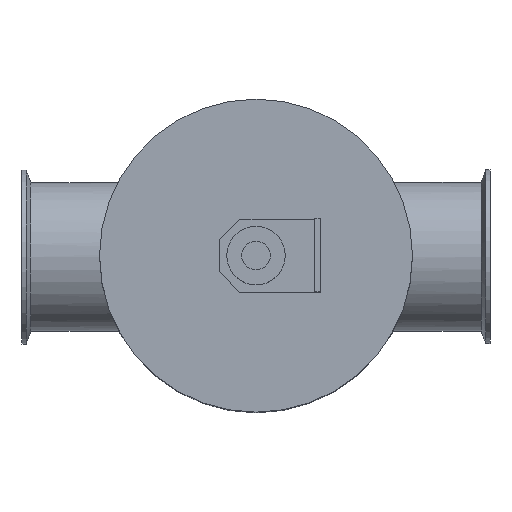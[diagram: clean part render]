
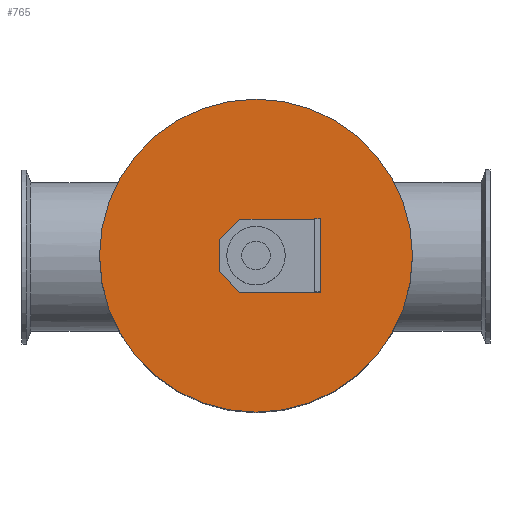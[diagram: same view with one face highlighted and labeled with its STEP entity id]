
A CAD part, top view. The second image highlights one B-rep face of the part: STEP entity #765.
In plain terms, the highlighted planar face has unit normal (0, 0, 1).
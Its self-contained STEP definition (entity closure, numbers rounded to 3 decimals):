
#192=FACE_OUTER_BOUND('',#256,.T.);
#256=EDGE_LOOP('',(#554));
#323=CIRCLE('',#902,107.);
#366=VERTEX_POINT('',#1273);
#437=EDGE_CURVE('',#366,#366,#323,.T.);
#554=ORIENTED_EDGE('',*,*,#437,.F.);
#730=PLANE('',#901);
#765=ADVANCED_FACE('',(#192),#730,.T.);
#901=AXIS2_PLACEMENT_3D('',#1272,#1039,#1040);
#902=AXIS2_PLACEMENT_3D('',#1274,#1041,#1042);
#1039=DIRECTION('center_axis',(0.,0.,1.));
#1040=DIRECTION('ref_axis',(1.,0.,0.));
#1041=DIRECTION('center_axis',(0.,0.,-1.));
#1042=DIRECTION('ref_axis',(-1.,0.,0.));
#1272=CARTESIAN_POINT('Origin',(-53.5,0.,412.8));
#1273=CARTESIAN_POINT('',(107.,0.,412.8));
#1274=CARTESIAN_POINT('Origin',(0.,0.,412.8));
